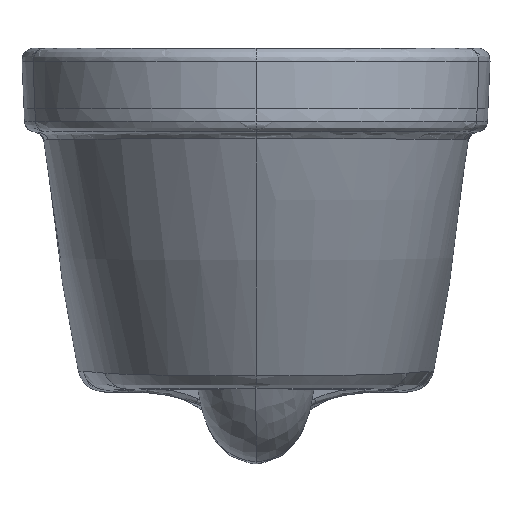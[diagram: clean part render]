
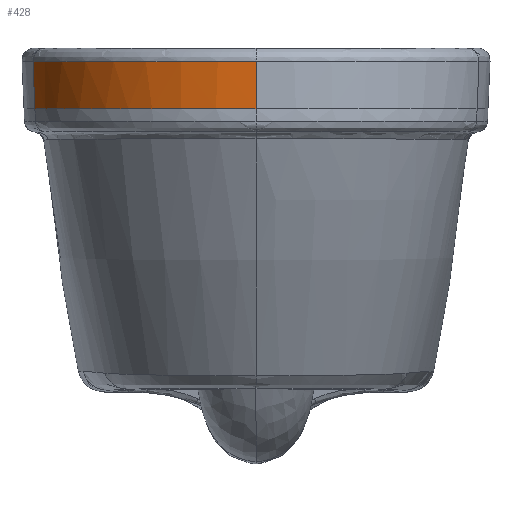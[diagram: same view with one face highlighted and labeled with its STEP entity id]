
A CAD part, front view. The second image highlights one B-rep face of the part: STEP entity #428.
In plain terms, the highlighted free-form (B-spline) face has degree [1, 3] with [2, 11] control points.
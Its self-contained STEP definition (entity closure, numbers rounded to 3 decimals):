
#91=LINE('',#14252,#124);
#124=VECTOR('',#4266,1.);
#201=B_SPLINE_SURFACE_WITH_KNOTS('',1,3,((#14372,#14373,#14374,#14375,#14376,
#14377,#14378,#14379,#14380,#14381,#14382),(#14383,#14384,#14385,#14386,
#14387,#14388,#14389,#14390,#14391,#14392,#14393)),.UNSPECIFIED.,.F.,.F.,
 .F.,(2,2),(4,1,1,1,1,1,1,1,4),(0.,1.),(0.,0.071,0.286,
0.394,0.501,0.609,0.716,
0.931,1.),.UNSPECIFIED.);
#428=ADVANCED_FACE('',(#824),#201,.F.);
#824=FACE_OUTER_BOUND('',#1076,.T.);
#1076=EDGE_LOOP('',(#1843,#1844,#1845,#1846,#1847));
#1843=ORIENTED_EDGE('',*,*,#3209,.T.);
#1844=ORIENTED_EDGE('',*,*,#3208,.T.);
#1845=ORIENTED_EDGE('',*,*,#3214,.T.);
#1846=ORIENTED_EDGE('',*,*,#3219,.F.);
#1847=ORIENTED_EDGE('',*,*,#3221,.F.);
#2667=VERTEX_POINT('',#12363);
#2696=VERTEX_POINT('',#14108);
#2697=VERTEX_POINT('',#14110);
#2698=VERTEX_POINT('',#14127);
#2701=VERTEX_POINT('',#14326);
#3208=EDGE_CURVE('',#2698,#2697,#3801,.T.);
#3209=EDGE_CURVE('',#2696,#2698,#3802,.T.);
#3214=EDGE_CURVE('',#2697,#2667,#91,.T.);
#3219=EDGE_CURVE('',#2701,#2667,#3805,.T.);
#3221=EDGE_CURVE('',#2696,#2701,#3807,.T.);
#3801=B_SPLINE_CURVE_WITH_KNOTS('',3,(#14111,#14112,#14113,#14114,#14115,
#14116,#14117,#14118,#14119,#14120,#14121,#14122,#14123,#14124,#14125,#14126),
 .UNSPECIFIED.,.F.,.F.,(4,2,2,2,2,2,2,4),(0.,0.125,0.25,0.375,0.5,0.625,
0.75,1.),.UNSPECIFIED.);
#3802=B_SPLINE_CURVE_WITH_KNOTS('',3,(#14128,#14129,#14130,#14131),
 .UNSPECIFIED.,.F.,.F.,(4,4),(0.,1.),.UNSPECIFIED.);
#3805=B_SPLINE_CURVE_WITH_KNOTS('',3,(#14301,#14302,#14303,#14304,#14305,
#14306,#14307,#14308,#14309,#14310,#14311,#14312,#14313,#14314,#14315,#14316,
#14317,#14318,#14319,#14320,#14321,#14322,#14323,#14324,#14325),
 .UNSPECIFIED.,.F.,.F.,(4,2,2,2,2,1,2,2,2,2,2,2,4),(0.,0.125,
0.25,0.5,0.504,0.508,
0.516,0.531,0.563,0.625,
0.75,0.875,1.),.UNSPECIFIED.);
#3807=B_SPLINE_CURVE_WITH_KNOTS('',3,(#14365,#14366,#14367,#14368,#14369,
#14370,#14371),.UNSPECIFIED.,.F.,.F.,(4,3,4),(0.,0.425,1.),
 .UNSPECIFIED.);
#4266=DIRECTION('',(0.041,0.012,-0.999));
#12363=CARTESIAN_POINT('',(7.037,-78.468,-46.896));
#14108=CARTESIAN_POINT('',(178.068,-209.045,-10.424));
#14110=CARTESIAN_POINT('',(5.556,-78.914,-10.424));
#14111=CARTESIAN_POINT('',(177.893,-209.042,-10.424));
#14112=CARTESIAN_POINT('',(168.283,-208.874,-10.424));
#14113=CARTESIAN_POINT('',(158.75,-207.955,-10.423));
#14114=CARTESIAN_POINT('',(139.837,-204.633,-10.422));
#14115=CARTESIAN_POINT('',(130.376,-202.196,-10.422));
#14116=CARTESIAN_POINT('',(112.164,-195.916,-10.423));
#14117=CARTESIAN_POINT('',(103.383,-192.085,-10.423));
#14118=CARTESIAN_POINT('',(86.461,-183.071,-10.423));
#14119=CARTESIAN_POINT('',(78.257,-177.838,-10.423));
#14120=CARTESIAN_POINT('',(62.839,-166.197,-10.423));
#14121=CARTESIAN_POINT('',(55.662,-159.835,-10.423));
#14122=CARTESIAN_POINT('',(42.362,-146.039,-10.423));
#14123=CARTESIAN_POINT('',(36.212,-138.566,-10.423));
#14124=CARTESIAN_POINT('',(19.575,-114.738,-10.422));
#14125=CARTESIAN_POINT('',(11.158,-97.525,-10.424));
#14126=CARTESIAN_POINT('',(5.556,-78.914,-10.424));
#14127=CARTESIAN_POINT('',(177.893,-209.042,-10.424));
#14128=CARTESIAN_POINT('',(178.068,-209.045,-10.424));
#14129=CARTESIAN_POINT('',(178.01,-209.044,-10.424));
#14130=CARTESIAN_POINT('',(177.952,-209.043,-10.424));
#14131=CARTESIAN_POINT('',(177.893,-209.042,-10.424));
#14252=CARTESIAN_POINT('',(6.41,-78.657,-31.458));
#14301=CARTESIAN_POINT('',(178.068,-207.497,-46.9));
#14302=CARTESIAN_POINT('',(165.749,-207.292,-46.901));
#14303=CARTESIAN_POINT('',(154.181,-205.856,-46.9));
#14304=CARTESIAN_POINT('',(132.83,-201.358,-46.901));
#14305=CARTESIAN_POINT('',(123.039,-198.293,-46.902));
#14306=CARTESIAN_POINT('',(96.401,-187.743,-46.905));
#14307=CARTESIAN_POINT('',(82.368,-179.002,-46.908));
#14308=CARTESIAN_POINT('',(71.33,-170.671,-46.912));
#14309=CARTESIAN_POINT('',(71.249,-170.609,-46.912));
#14310=CARTESIAN_POINT('',(71.005,-170.424,-46.912));
#14311=CARTESIAN_POINT('',(70.636,-170.144,-46.912));
#14312=CARTESIAN_POINT('',(70.261,-169.856,-46.912));
#14313=CARTESIAN_POINT('',(69.5,-169.269,-46.912));
#14314=CARTESIAN_POINT('',(68.98,-168.864,-46.912));
#14315=CARTESIAN_POINT('',(67.385,-167.606,-46.913));
#14316=CARTESIAN_POINT('',(66.273,-166.71,-46.913));
#14317=CARTESIAN_POINT('',(62.802,-163.839,-46.914));
#14318=CARTESIAN_POINT('',(60.307,-161.68,-46.914));
#14319=CARTESIAN_POINT('',(52.387,-154.37,-46.914));
#14320=CARTESIAN_POINT('',(46.517,-148.38,-46.913));
#14321=CARTESIAN_POINT('',(34.412,-133.623,-46.91));
#14322=CARTESIAN_POINT('',(28.176,-124.856,-46.908));
#14323=CARTESIAN_POINT('',(16.551,-104.125,-46.902));
#14324=CARTESIAN_POINT('',(11.156,-92.15,-46.899));
#14325=CARTESIAN_POINT('',(7.037,-78.468,-46.894));
#14326=CARTESIAN_POINT('',(178.068,-207.497,-46.9));
#14365=CARTESIAN_POINT('',(178.068,-209.045,-10.424));
#14366=CARTESIAN_POINT('',(178.068,-208.825,-15.593));
#14367=CARTESIAN_POINT('',(178.068,-208.606,-20.763));
#14368=CARTESIAN_POINT('',(178.068,-208.387,-25.932));
#14369=CARTESIAN_POINT('',(178.068,-208.09,-32.921));
#14370=CARTESIAN_POINT('',(178.068,-207.793,-39.911));
#14371=CARTESIAN_POINT('',(178.068,-207.497,-46.9));
#14372=CARTESIAN_POINT('',(197.072,-209.148,0.));
#14373=CARTESIAN_POINT('',(190.675,-209.372,0.));
#14374=CARTESIAN_POINT('',(164.975,-210.269,0.));
#14375=CARTESIAN_POINT('',(129.755,-204.068,0.));
#14376=CARTESIAN_POINT('',(94.284,-188.6,0.));
#14377=CARTESIAN_POINT('',(69.83,-172.974,0.));
#14378=CARTESIAN_POINT('',(48.103,-153.735,0.));
#14379=CARTESIAN_POINT('',(23.548,-123.832,0.));
#14380=CARTESIAN_POINT('',(7.94,-91.876,0.));
#14381=CARTESIAN_POINT('',(1.873,-67.086,0.));
#14382=CARTESIAN_POINT('',(0.398,-61.06,0.));
#14383=CARTESIAN_POINT('',(196.94,-206.489,-62.916));
#14384=CARTESIAN_POINT('',(190.597,-206.707,-62.916));
#14385=CARTESIAN_POINT('',(165.116,-207.584,-62.916));
#14386=CARTESIAN_POINT('',(130.531,-201.495,-62.916));
#14387=CARTESIAN_POINT('',(95.544,-186.238,-62.916));
#14388=CARTESIAN_POINT('',(71.443,-170.838,-62.916));
#14389=CARTESIAN_POINT('',(50.031,-151.877,-62.916));
#14390=CARTESIAN_POINT('',(25.809,-122.379,-62.916));
#14391=CARTESIAN_POINT('',(10.483,-91.001,-62.916));
#14392=CARTESIAN_POINT('',(4.459,-66.438,-62.916));
#14393=CARTESIAN_POINT('',(2.995,-60.468,-62.916));
